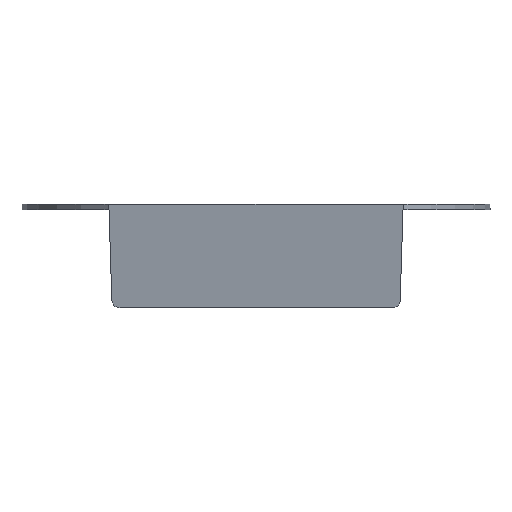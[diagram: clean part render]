
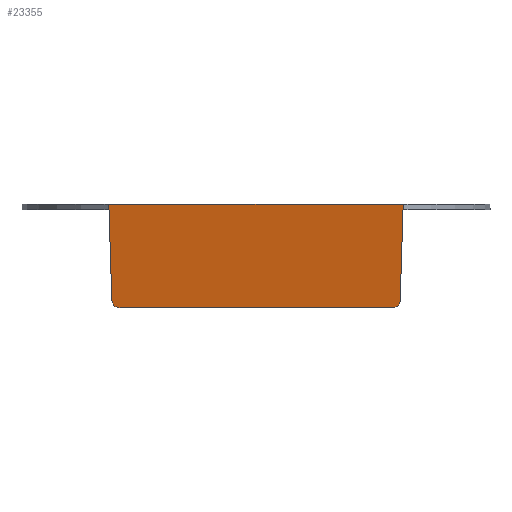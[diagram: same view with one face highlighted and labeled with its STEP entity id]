
A CAD part, front view. The second image highlights one B-rep face of the part: STEP entity #23355.
In plain terms, the highlighted planar face has unit normal (0, -0.985, -0.174).
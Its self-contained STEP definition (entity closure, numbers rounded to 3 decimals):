
#68=ELLIPSE('',#24274,4.124,4.);
#70=ELLIPSE('',#24279,4.124,4.);
#3809=FACE_OUTER_BOUND('',#5151,.T.);
#5151=EDGE_LOOP('',(#18712,#18713,#18714,#18715,#18716,#18717));
#6654=LINE('',#36948,#8287);
#6659=LINE('',#36963,#8292);
#6666=LINE('',#36982,#8299);
#6669=LINE('',#36991,#8302);
#8287=VECTOR('',#25667,10.);
#8292=VECTOR('',#25680,10.);
#8299=VECTOR('',#25697,10.);
#8302=VECTOR('',#25712,10.);
#10304=VERTEX_POINT('',#36945);
#10305=VERTEX_POINT('',#36947);
#10310=VERTEX_POINT('',#36960);
#10311=VERTEX_POINT('',#36962);
#10316=VERTEX_POINT('',#36974);
#10318=VERTEX_POINT('',#36980);
#13297=EDGE_CURVE('',#10305,#10304,#6654,.T.);
#13304=EDGE_CURVE('',#10311,#10310,#6659,.T.);
#13311=EDGE_CURVE('',#10316,#10304,#68,.T.);
#13314=EDGE_CURVE('',#10316,#10318,#6666,.T.);
#13317=EDGE_CURVE('',#10311,#10318,#70,.T.);
#13319=EDGE_CURVE('',#10305,#10310,#6669,.T.);
#18712=ORIENTED_EDGE('',*,*,#13311,.F.);
#18713=ORIENTED_EDGE('',*,*,#13314,.T.);
#18714=ORIENTED_EDGE('',*,*,#13317,.F.);
#18715=ORIENTED_EDGE('',*,*,#13304,.T.);
#18716=ORIENTED_EDGE('',*,*,#13319,.F.);
#18717=ORIENTED_EDGE('',*,*,#13297,.T.);
#22502=PLANE('',#24281);
#23355=ADVANCED_FACE('',(#3809),#22502,.T.);
#24274=AXIS2_PLACEMENT_3D('',#36976,#25691,#25692);
#24279=AXIS2_PLACEMENT_3D('',#36987,#25705,#25706);
#24281=AXIS2_PLACEMENT_3D('',#36990,#25710,#25711);
#25667=DIRECTION('',(0.031,0.174,-0.984));
#25680=DIRECTION('',(0.031,-0.174,0.984));
#25691=DIRECTION('center_axis',(0.,0.985,0.174));
#25692=DIRECTION('ref_axis',(0.712,0.122,-0.691));
#25697=DIRECTION('',(1.,0.,0.));
#25705=DIRECTION('center_axis',(0.,0.985,0.174));
#25706=DIRECTION('ref_axis',(-0.712,0.122,-0.691));
#25710=DIRECTION('center_axis',(0.,-0.985,-0.174));
#25711=DIRECTION('ref_axis',(0.,-0.174,0.985));
#25712=DIRECTION('',(1.,0.,0.));
#36945=CARTESIAN_POINT('',(-72.323,-120.488,-49.));
#36947=CARTESIAN_POINT('',(-73.846,-129.128,0.));
#36948=CARTESIAN_POINT('',(-72.548,-121.769,-41.738));
#36960=CARTESIAN_POINT('',(76.341,-129.128,0.));
#36962=CARTESIAN_POINT('',(74.817,-120.488,-49.));
#36963=CARTESIAN_POINT('',(75.819,-126.173,-16.762));
#36974=CARTESIAN_POINT('',(-68.136,-119.783,-53.));
#36976=CARTESIAN_POINT('Origin',(-68.261,-120.488,-49.));
#36980=CARTESIAN_POINT('',(70.631,-119.783,-53.));
#36982=CARTESIAN_POINT('',(1.247,-119.783,-53.));
#36987=CARTESIAN_POINT('Origin',(70.755,-120.488,-49.));
#36990=CARTESIAN_POINT('Origin',(1.247,-119.783,-53.));
#36991=CARTESIAN_POINT('',(1.247,-129.128,0.));
